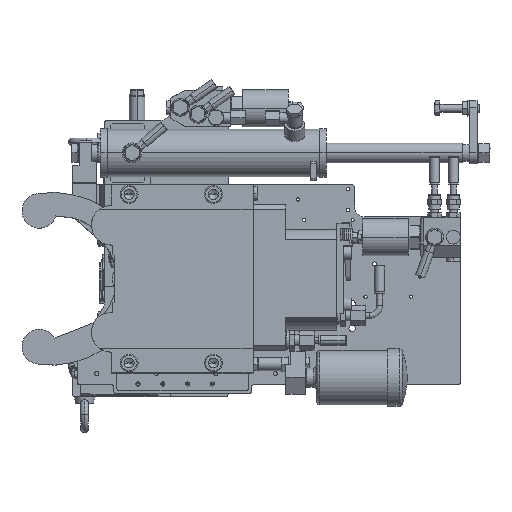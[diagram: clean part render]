
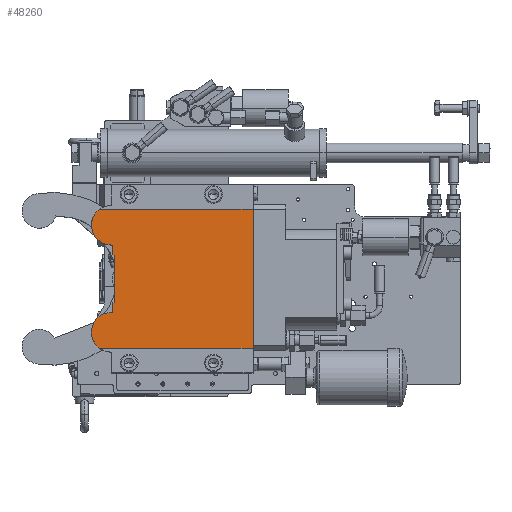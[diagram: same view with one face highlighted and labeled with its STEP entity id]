
A CAD part, top view. The second image highlights one B-rep face of the part: STEP entity #48260.
In plain terms, the highlighted planar face has unit normal (0, 0, 1).
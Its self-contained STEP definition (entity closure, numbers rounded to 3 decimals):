
#309=DIRECTION('',(0.,1.,0.));
#310=VECTOR('',#309,140.);
#311=CARTESIAN_POINT('',(85.,-70.,214.8));
#312=LINE('',#311,#310);
#1013=DIRECTION('',(-1.,0.,0.));
#1014=VECTOR('',#1013,155.);
#1015=CARTESIAN_POINT('',(85.,70.,214.8));
#1016=LINE('',#1015,#1014);
#1017=DIRECTION('',(-1.,0.,0.));
#1018=VECTOR('',#1017,155.);
#1019=CARTESIAN_POINT('',(85.,-70.,214.8));
#1020=LINE('',#1019,#1018);
#1244=CARTESIAN_POINT('',(-58.,54.,214.8));
#1245=DIRECTION('',(0.,0.,1.));
#1246=DIRECTION('',(-0.6,0.8,0.));
#1247=AXIS2_PLACEMENT_3D('',#1244,#1245,#1246);
#8745=CARTESIAN_POINT('',(-58.,-54.,214.8));
#8746=DIRECTION('',(0.,0.,1.));
#8747=DIRECTION('',(0.,1.,0.));
#8748=AXIS2_PLACEMENT_3D('',#8745,#8746,#8747);
#8784=DIRECTION('',(-1.,0.,0.));
#8785=VECTOR('',#8784,1.5);
#8786=CARTESIAN_POINT('',(-56.5,-34.,214.8));
#8787=LINE('',#8786,#8785);
#8796=DIRECTION('',(0.,-1.,0.));
#8797=VECTOR('',#8796,9.639);
#8798=CARTESIAN_POINT('',(-56.5,-24.361,214.8));
#8799=LINE('',#8798,#8797);
#8808=DIRECTION('',(-0.937,-0.35,0.));
#8809=VECTOR('',#8808,1.601);
#8810=CARTESIAN_POINT('',(-55.,-23.8,214.8));
#8811=LINE('',#8810,#8809);
#8820=DIRECTION('',(0.,-1.,0.));
#8821=VECTOR('',#8820,47.6);
#8822=CARTESIAN_POINT('',(-55.,23.8,214.8));
#8823=LINE('',#8822,#8821);
#8848=DIRECTION('',(0.937,-0.35,0.));
#8849=VECTOR('',#8848,1.601);
#8850=CARTESIAN_POINT('',(-56.5,24.361,214.8));
#8851=LINE('',#8850,#8849);
#8860=DIRECTION('',(0.,-1.,0.));
#8861=VECTOR('',#8860,9.639);
#8862=CARTESIAN_POINT('',(-56.5,34.,214.8));
#8863=LINE('',#8862,#8861);
#8872=DIRECTION('',(1.,0.,0.));
#8873=VECTOR('',#8872,1.5);
#8874=CARTESIAN_POINT('',(-58.,34.,214.8));
#8875=LINE('',#8874,#8873);
#43457=CARTESIAN_POINT('',(85.,-70.,214.8));
#43458=VERTEX_POINT('',#43457);
#43459=CARTESIAN_POINT('',(85.,70.,214.8));
#43460=VERTEX_POINT('',#43459);
#43465=CARTESIAN_POINT('',(-58.,34.,214.8));
#43466=CARTESIAN_POINT('',(-56.5,34.,214.8));
#43467=VERTEX_POINT('',#43465);
#43468=VERTEX_POINT('',#43466);
#43473=CARTESIAN_POINT('',(-56.5,-24.361,214.8));
#43474=CARTESIAN_POINT('',(-56.5,-34.,214.8));
#43475=VERTEX_POINT('',#43473);
#43476=VERTEX_POINT('',#43474);
#43479=CARTESIAN_POINT('',(-58.,-34.,214.8));
#43480=VERTEX_POINT('',#43479);
#43485=CARTESIAN_POINT('',(-70.,-70.,214.8));
#43486=VERTEX_POINT('',#43485);
#43487=CARTESIAN_POINT('',(-70.,70.,214.8));
#43488=VERTEX_POINT('',#43487);
#43493=CARTESIAN_POINT('',(-56.5,24.361,214.8));
#43494=VERTEX_POINT('',#43493);
#43497=CARTESIAN_POINT('',(-55.,23.8,214.8));
#43498=VERTEX_POINT('',#43497);
#43501=CARTESIAN_POINT('',(-55.,-23.8,214.8));
#43502=VERTEX_POINT('',#43501);
#48231=CARTESIAN_POINT('',(85.,-70.,214.8));
#48232=DIRECTION('',(0.,0.,-1.));
#48233=DIRECTION('',(0.,1.,0.));
#48234=AXIS2_PLACEMENT_3D('',#48231,#48232,#48233);
#48235=PLANE('',#48234);
#48236=ORIENTED_EDGE('',*,*,#47673,.F.);
#48238=ORIENTED_EDGE('',*,*,#48237,.T.);
#48240=ORIENTED_EDGE('',*,*,#48239,.F.);
#48242=ORIENTED_EDGE('',*,*,#48241,.F.);
#48244=ORIENTED_EDGE('',*,*,#48243,.F.);
#48246=ORIENTED_EDGE('',*,*,#48245,.F.);
#48248=ORIENTED_EDGE('',*,*,#48247,.F.);
#48250=ORIENTED_EDGE('',*,*,#48249,.F.);
#48252=ORIENTED_EDGE('',*,*,#48251,.F.);
#48254=ORIENTED_EDGE('',*,*,#48253,.F.);
#48256=ORIENTED_EDGE('',*,*,#48255,.F.);
#48257=ORIENTED_EDGE('',*,*,#48224,.F.);
#48258=EDGE_LOOP('',(#48236,#48238,#48240,#48242,#48244,#48246,#48248,#48250,
#48252,#48254,#48256,#48257));
#48259=FACE_OUTER_BOUND('',#48258,.F.);
#48260=ADVANCED_FACE('',(#48259),#48235,.F.);
#1248=CIRCLE('',#1247,20.);
#8749=CIRCLE('',#8748,20.);
#47673=EDGE_CURVE('',#43458,#43460,#312,.T.);
#48224=EDGE_CURVE('',#43460,#43488,#1016,.T.);
#48237=EDGE_CURVE('',#43458,#43486,#1020,.T.);
#48239=EDGE_CURVE('',#43480,#43486,#8749,.T.);
#48241=EDGE_CURVE('',#43476,#43480,#8787,.T.);
#48243=EDGE_CURVE('',#43475,#43476,#8799,.T.);
#48245=EDGE_CURVE('',#43502,#43475,#8811,.T.);
#48247=EDGE_CURVE('',#43498,#43502,#8823,.T.);
#48249=EDGE_CURVE('',#43494,#43498,#8851,.T.);
#48251=EDGE_CURVE('',#43468,#43494,#8863,.T.);
#48253=EDGE_CURVE('',#43467,#43468,#8875,.T.);
#48255=EDGE_CURVE('',#43488,#43467,#1248,.T.);
